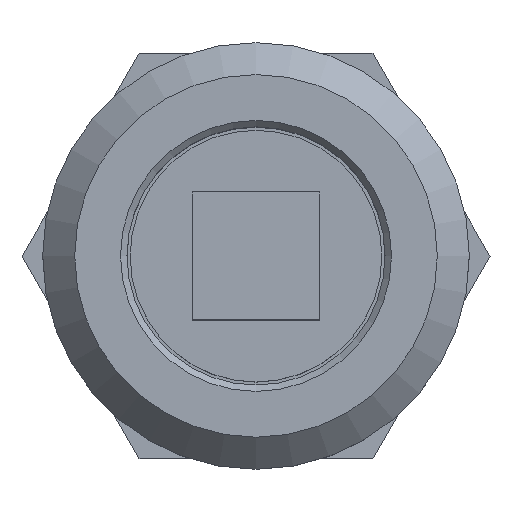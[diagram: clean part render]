
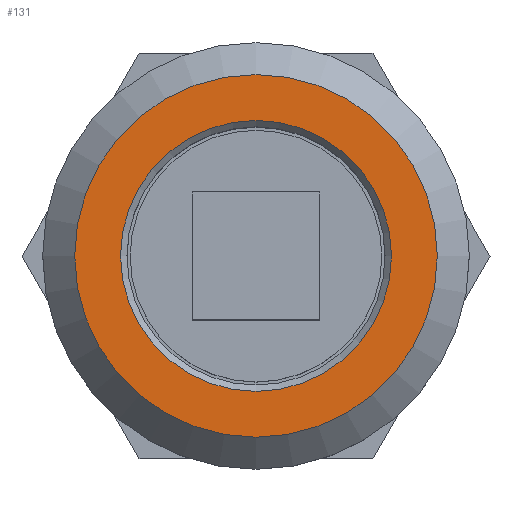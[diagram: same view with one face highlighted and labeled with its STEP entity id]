
A CAD part, top view. The second image highlights one B-rep face of the part: STEP entity #131.
In plain terms, the highlighted planar face has unit normal (0, 0, 1).
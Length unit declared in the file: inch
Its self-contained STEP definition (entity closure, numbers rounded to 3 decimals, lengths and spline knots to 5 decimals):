
#131 = ADVANCED_FACE ( 'NONE', ( #3226, #5024 ), #1841, .F. ) ;
#615 = DIRECTION ( 'NONE',  ( 0., -1., 0. ) ) ;
#672 = CARTESIAN_POINT ( 'NONE',  ( 0., 0., 0.11811 ) ) ;
#678 = ORIENTED_EDGE ( 'NONE', *, *, #1009, .F. ) ;
#721 = VERTEX_POINT ( 'NONE', #2463 ) ;
#1006 = DIRECTION ( 'NONE',  ( 0., 0., -1. ) ) ;
#1009 = EDGE_CURVE ( 'NONE', #1121, #1121, #5621, .T. ) ;
#1121 = VERTEX_POINT ( 'NONE', #4218 ) ;
#1292 = EDGE_CURVE ( 'NONE', #721, #721, #1500, .T. ) ;
#1414 = DIRECTION ( 'NONE',  ( 0., 1., 0. ) ) ;
#1456 = DIRECTION ( 'NONE',  ( 0., 0., 1. ) ) ;
#1500 = CIRCLE ( 'NONE', #2779, 0.33465 ) ;
#1807 = ORIENTED_EDGE ( 'NONE', *, *, #1292, .F. ) ;
#1841 = PLANE ( 'NONE',  #3375 ) ;
#2463 = CARTESIAN_POINT ( 'NONE',  ( 0., 0.33465, 0.11811 ) ) ;
#2538 = EDGE_LOOP ( 'NONE', ( #678 ) ) ;
#2779 = AXIS2_PLACEMENT_3D ( 'NONE', #2929, #3955, #4394 ) ;
#2929 = CARTESIAN_POINT ( 'NONE',  ( 0., 0., 0.11811 ) ) ;
#3226 = FACE_BOUND ( 'NONE', #2538, .T. ) ;
#3375 = AXIS2_PLACEMENT_3D ( 'NONE', #4993, #1006, #1414 ) ;
#3955 = DIRECTION ( 'NONE',  ( 0., 0., -1. ) ) ;
#4218 = CARTESIAN_POINT ( 'NONE',  ( 0., -0.25, 0.11811 ) ) ;
#4394 = DIRECTION ( 'NONE',  ( 0., 1., 0. ) ) ;
#4599 = AXIS2_PLACEMENT_3D ( 'NONE', #672, #1456, #615 ) ;
#4993 = CARTESIAN_POINT ( 'NONE',  ( 0., 0., 0.11811 ) ) ;
#5003 = EDGE_LOOP ( 'NONE', ( #1807 ) ) ;
#5024 = FACE_OUTER_BOUND ( 'NONE', #5003, .T. ) ;
#5621 = CIRCLE ( 'NONE', #4599, 0.25 ) ;
